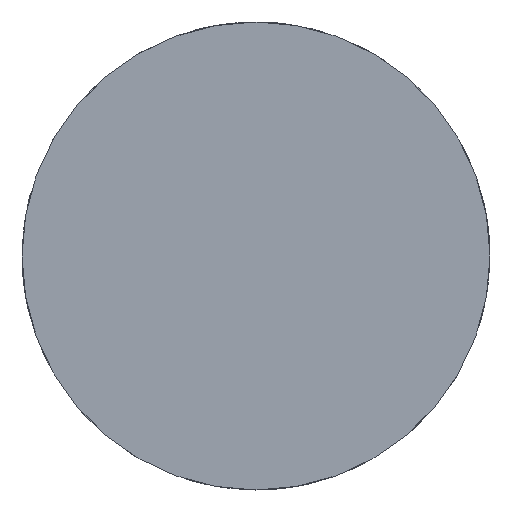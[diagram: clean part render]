
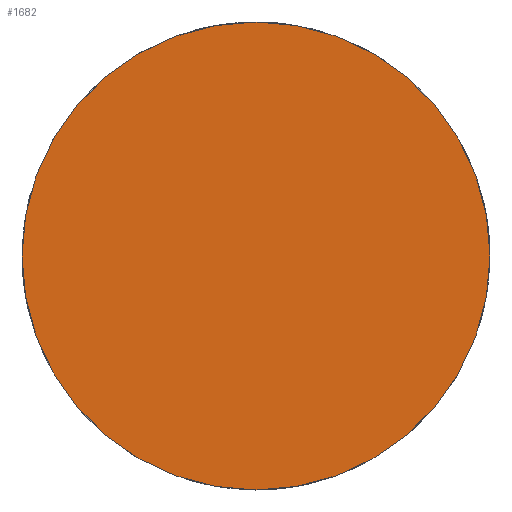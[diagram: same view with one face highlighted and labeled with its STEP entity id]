
A CAD part, left-side view. The second image highlights one B-rep face of the part: STEP entity #1682.
In plain terms, the highlighted planar face has unit normal (-1, 0, 0).
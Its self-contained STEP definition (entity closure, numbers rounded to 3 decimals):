
#30 = AXIS2_PLACEMENT_3D ( 'NONE', #1940, #1948, #1949 ) ;
#172 = AXIS2_PLACEMENT_3D ( 'NONE', #882, #883, #884 ) ;
#175 = AXIS2_PLACEMENT_3D ( 'NONE', #5480, #5481, #5482 ) ;
#238 = EDGE_CURVE ( 'NONE', #1754, #1751, #464, .T. ) ;
#406 = CIRCLE ( 'NONE', #175, 5. ) ;
#464 = CIRCLE ( 'NONE', #30, 5. ) ;
#787 = EDGE_LOOP ( 'NONE', ( #5643, #5644 ) ) ;
#875 = PLANE ( 'NONE',  #172 ) ;
#882 = CARTESIAN_POINT ( 'NONE',  ( -40., 5., 0. ) ) ;
#883 = DIRECTION ( 'NONE',  ( 1., 0., 0. ) ) ;
#884 = DIRECTION ( 'NONE',  ( 0., 0., -1. ) ) ;
#1682 = ADVANCED_FACE ( 'NONE', ( #2817 ), #875, .F. ) ;
#1751 = VERTEX_POINT ( 'NONE', #5259 ) ;
#1754 = VERTEX_POINT ( 'NONE', #5262 ) ;
#1940 = CARTESIAN_POINT ( 'NONE',  ( -40., 0., 0. ) ) ;
#1948 = DIRECTION ( 'NONE',  ( -1., 0., 0. ) ) ;
#1949 = DIRECTION ( 'NONE',  ( 0., 0., 1. ) ) ;
#2817 = FACE_OUTER_BOUND ( 'NONE', #787, .T. ) ;
#5259 = CARTESIAN_POINT ( 'NONE',  ( -40., 0., -5. ) ) ;
#5262 = CARTESIAN_POINT ( 'NONE',  ( -40., 0., 5. ) ) ;
#5480 = CARTESIAN_POINT ( 'NONE',  ( -40., 0., 0. ) ) ;
#5481 = DIRECTION ( 'NONE',  ( -1., 0., 0. ) ) ;
#5482 = DIRECTION ( 'NONE',  ( 0., 0., 1. ) ) ;
#5643 = ORIENTED_EDGE ( 'NONE', *, *, #238, .T. ) ;
#5644 = ORIENTED_EDGE ( 'NONE', *, *, #5696, .T. ) ;
#5696 = EDGE_CURVE ( 'NONE', #1751, #1754, #406, .T. ) ;
